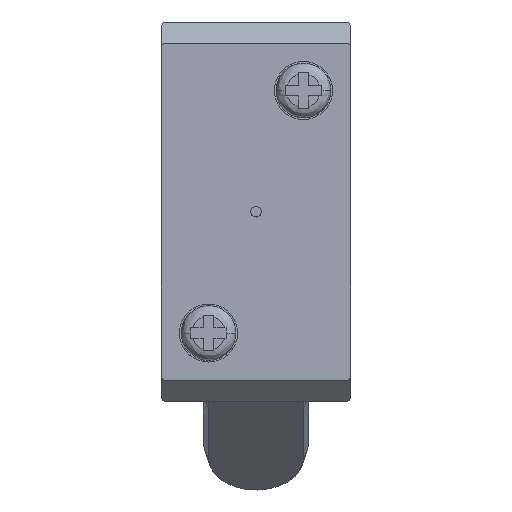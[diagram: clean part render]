
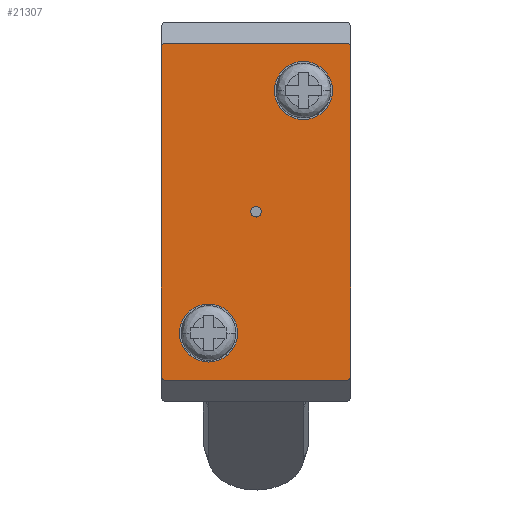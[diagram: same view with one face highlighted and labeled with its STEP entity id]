
A CAD part, front view. The second image highlights one B-rep face of the part: STEP entity #21307.
In plain terms, the highlighted planar face has unit normal (0, -1, 0).
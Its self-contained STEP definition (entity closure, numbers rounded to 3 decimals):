
#133 = AXIS2_PLACEMENT_3D ( 'NONE', #18956, #8757, #20677 ) ;
#140 = ORIENTED_EDGE ( 'NONE', *, *, #10065, .F. ) ;
#345 = FACE_BOUND ( 'NONE', #5984, .T. ) ;
#359 = DIRECTION ( 'NONE',  ( 0., 0., 1. ) ) ;
#548 = DIRECTION ( 'NONE',  ( 0., -1., 0. ) ) ;
#818 = ORIENTED_EDGE ( 'NONE', *, *, #18656, .F. ) ;
#873 = EDGE_CURVE ( 'NONE', #11970, #20903, #10001, .T. ) ;
#1330 = VERTEX_POINT ( 'NONE', #15086 ) ;
#1407 = ORIENTED_EDGE ( 'NONE', *, *, #11504, .F. ) ;
#1589 = AXIS2_PLACEMENT_3D ( 'NONE', #5362, #13888, #3744 ) ;
#1647 = CARTESIAN_POINT ( 'NONE',  ( 9., -68.768, -37.012 ) ) ;
#2080 = CARTESIAN_POINT ( 'NONE',  ( -9., -68.768, -52.512 ) ) ;
#2490 = EDGE_CURVE ( 'NONE', #12616, #8503, #21750, .T. ) ;
#2649 = CARTESIAN_POINT ( 'NONE',  ( -4.5, -68.768, -64.012 ) ) ;
#2704 = ORIENTED_EDGE ( 'NONE', *, *, #11240, .F. ) ;
#2985 = EDGE_CURVE ( 'NONE', #5066, #10289, #11622, .T. ) ;
#3174 = CARTESIAN_POINT ( 'NONE',  ( -9., -68.768, -68.012 ) ) ;
#3495 = CIRCLE ( 'NONE', #133, 2.75 ) ;
#3744 = DIRECTION ( 'NONE',  ( -1., 0., 0. ) ) ;
#3870 = ORIENTED_EDGE ( 'NONE', *, *, #21989, .T. ) ;
#4151 = CARTESIAN_POINT ( 'NONE',  ( 9., -68.768, -68.512 ) ) ;
#4325 = FACE_BOUND ( 'NONE', #18817, .T. ) ;
#4344 = DIRECTION ( 'NONE',  ( 1., 0., 0. ) ) ;
#4474 = ORIENTED_EDGE ( 'NONE', *, *, #20556, .F. ) ;
#4626 = CIRCLE ( 'NONE', #14641, 0.5 ) ;
#4794 = ORIENTED_EDGE ( 'NONE', *, *, #8776, .F. ) ;
#4866 = CARTESIAN_POINT ( 'NONE',  ( 8.5, -68.768, -68.512 ) ) ;
#5066 = VERTEX_POINT ( 'NONE', #15643 ) ;
#5148 = CARTESIAN_POINT ( 'NONE',  ( 8.5, -68.768, -36.512 ) ) ;
#5208 = EDGE_LOOP ( 'NONE', ( #16548, #6645 ) ) ;
#5362 = CARTESIAN_POINT ( 'NONE',  ( 0., -68.768, -52.512 ) ) ;
#5632 = CIRCLE ( 'NONE', #16123, 0.5 ) ;
#5859 = DIRECTION ( 'NONE',  ( 1., 0., 0. ) ) ;
#5984 = EDGE_LOOP ( 'NONE', ( #4474, #18707 ) ) ;
#6021 = DIRECTION ( 'NONE',  ( 0., 1., 0. ) ) ;
#6376 = CARTESIAN_POINT ( 'NONE',  ( -8.5, -68.768, -68.012 ) ) ;
#6645 = ORIENTED_EDGE ( 'NONE', *, *, #16190, .F. ) ;
#6973 = VERTEX_POINT ( 'NONE', #9133 ) ;
#7102 = EDGE_CURVE ( 'NONE', #11725, #21188, #8958, .T. ) ;
#7194 = AXIS2_PLACEMENT_3D ( 'NONE', #7229, #19126, #8919 ) ;
#7229 = CARTESIAN_POINT ( 'NONE',  ( 0., -68.768, -52.512 ) ) ;
#7473 = VERTEX_POINT ( 'NONE', #4866 ) ;
#7957 = CARTESIAN_POINT ( 'NONE',  ( -8.5, -68.768, -37.012 ) ) ;
#8059 = DIRECTION ( 'NONE',  ( -1., 0., 0. ) ) ;
#8069 = CIRCLE ( 'NONE', #8207, 2.75 ) ;
#8207 = AXIS2_PLACEMENT_3D ( 'NONE', #2649, #14515, #4344 ) ;
#8284 = FACE_OUTER_BOUND ( 'NONE', #12210, .T. ) ;
#8464 = AXIS2_PLACEMENT_3D ( 'NONE', #7957, #19869, #9661 ) ;
#8503 = VERTEX_POINT ( 'NONE', #16896 ) ;
#8617 = CARTESIAN_POINT ( 'NONE',  ( -9., -68.768, -36.512 ) ) ;
#8678 = AXIS2_PLACEMENT_3D ( 'NONE', #16184, #6021, #17903 ) ;
#8757 = DIRECTION ( 'NONE',  ( 0., -1., 0. ) ) ;
#8776 = EDGE_CURVE ( 'NONE', #11970, #10289, #18234, .T. ) ;
#8860 = ORIENTED_EDGE ( 'NONE', *, *, #873, .T. ) ;
#8919 = DIRECTION ( 'NONE',  ( 1., 0., 0. ) ) ;
#8958 = CIRCLE ( 'NONE', #7194, 0.5 ) ;
#9133 = CARTESIAN_POINT ( 'NONE',  ( 7.25, -68.768, -41.012 ) ) ;
#9352 = DIRECTION ( 'NONE',  ( 0., 1., 0. ) ) ;
#9635 = DIRECTION ( 'NONE',  ( 0., -1., 0. ) ) ;
#9661 = DIRECTION ( 'NONE',  ( -1., 0., 0. ) ) ;
#10001 = LINE ( 'NONE', #8617, #21966 ) ;
#10065 = EDGE_CURVE ( 'NONE', #5066, #7473, #13904, .T. ) ;
#10151 = VECTOR ( 'NONE', #359, 1000. ) ;
#10289 = VERTEX_POINT ( 'NONE', #1647 ) ;
#10580 = ORIENTED_EDGE ( 'NONE', *, *, #20107, .F. ) ;
#10689 = CARTESIAN_POINT ( 'NONE',  ( 0., -68.768, -52.512 ) ) ;
#11240 = EDGE_CURVE ( 'NONE', #1330, #13887, #5632, .T. ) ;
#11504 = EDGE_CURVE ( 'NONE', #13887, #17060, #14692, .T. ) ;
#11622 = LINE ( 'NONE', #18034, #20138 ) ;
#11666 = CARTESIAN_POINT ( 'NONE',  ( -8.5, -68.768, -36.512 ) ) ;
#11725 = VERTEX_POINT ( 'NONE', #16297 ) ;
#11934 = CARTESIAN_POINT ( 'NONE',  ( -9., -68.768, -37.012 ) ) ;
#11970 = VERTEX_POINT ( 'NONE', #5148 ) ;
#12199 = PLANE ( 'NONE',  #1589 ) ;
#12210 = EDGE_LOOP ( 'NONE', ( #818, #1407, #2704, #3870, #140, #15914, #4794, #8860 ) ) ;
#12414 = DIRECTION ( 'NONE',  ( 1., 0., 0. ) ) ;
#12616 = VERTEX_POINT ( 'NONE', #21331 ) ;
#12687 = EDGE_CURVE ( 'NONE', #6973, #20482, #20494, .T. ) ;
#13887 = VERTEX_POINT ( 'NONE', #3174 ) ;
#13888 = DIRECTION ( 'NONE',  ( 0., 1., 0. ) ) ;
#13904 = CIRCLE ( 'NONE', #8678, 0.5 ) ;
#14515 = DIRECTION ( 'NONE',  ( 0., -1., 0. ) ) ;
#14532 = AXIS2_PLACEMENT_3D ( 'NONE', #18071, #17075, #15515 ) ;
#14641 = AXIS2_PLACEMENT_3D ( 'NONE', #10689, #548, #12414 ) ;
#14692 = LINE ( 'NONE', #2080, #10151 ) ;
#15086 = CARTESIAN_POINT ( 'NONE',  ( -8.5, -68.768, -68.512 ) ) ;
#15399 = DIRECTION ( 'NONE',  ( -1., 0., 0. ) ) ;
#15515 = DIRECTION ( 'NONE',  ( 1., 0., 0. ) ) ;
#15527 = CARTESIAN_POINT ( 'NONE',  ( 1.75, -68.768, -41.012 ) ) ;
#15643 = CARTESIAN_POINT ( 'NONE',  ( 9., -68.768, -68.012 ) ) ;
#15914 = ORIENTED_EDGE ( 'NONE', *, *, #2985, .T. ) ;
#16123 = AXIS2_PLACEMENT_3D ( 'NONE', #6376, #18270, #8059 ) ;
#16184 = CARTESIAN_POINT ( 'NONE',  ( 8.5, -68.768, -68.012 ) ) ;
#16190 = EDGE_CURVE ( 'NONE', #20482, #6973, #3495, .T. ) ;
#16297 = CARTESIAN_POINT ( 'NONE',  ( -0.5, -68.768, -52.512 ) ) ;
#16548 = ORIENTED_EDGE ( 'NONE', *, *, #12687, .F. ) ;
#16896 = CARTESIAN_POINT ( 'NONE',  ( -1.75, -68.768, -64.012 ) ) ;
#17060 = VERTEX_POINT ( 'NONE', #11934 ) ;
#17075 = DIRECTION ( 'NONE',  ( 0., -1., 0. ) ) ;
#17331 = FACE_BOUND ( 'NONE', #5208, .T. ) ;
#17426 = AXIS2_PLACEMENT_3D ( 'NONE', #19842, #9635, #21558 ) ;
#17903 = DIRECTION ( 'NONE',  ( -1., 0., 0. ) ) ;
#18034 = CARTESIAN_POINT ( 'NONE',  ( 9., -68.768, -36.512 ) ) ;
#18071 = CARTESIAN_POINT ( 'NONE',  ( -4.5, -68.768, -64.012 ) ) ;
#18172 = DIRECTION ( 'NONE',  ( 0., 0., 1. ) ) ;
#18234 = CIRCLE ( 'NONE', #18347, 0.5 ) ;
#18270 = DIRECTION ( 'NONE',  ( 0., 1., 0. ) ) ;
#18347 = AXIS2_PLACEMENT_3D ( 'NONE', #19553, #9352, #21270 ) ;
#18645 = ORIENTED_EDGE ( 'NONE', *, *, #2490, .F. ) ;
#18656 = EDGE_CURVE ( 'NONE', #17060, #20903, #19877, .T. ) ;
#18707 = ORIENTED_EDGE ( 'NONE', *, *, #7102, .F. ) ;
#18817 = EDGE_LOOP ( 'NONE', ( #10580, #18645 ) ) ;
#18956 = CARTESIAN_POINT ( 'NONE',  ( 4.5, -68.768, -41.012 ) ) ;
#19126 = DIRECTION ( 'NONE',  ( 0., -1., 0. ) ) ;
#19553 = CARTESIAN_POINT ( 'NONE',  ( 8.5, -68.768, -37.012 ) ) ;
#19842 = CARTESIAN_POINT ( 'NONE',  ( 4.5, -68.768, -41.012 ) ) ;
#19869 = DIRECTION ( 'NONE',  ( 0., 1., 0. ) ) ;
#19877 = CIRCLE ( 'NONE', #8464, 0.5 ) ;
#20107 = EDGE_CURVE ( 'NONE', #8503, #12616, #8069, .T. ) ;
#20138 = VECTOR ( 'NONE', #18172, 1000. ) ;
#20482 = VERTEX_POINT ( 'NONE', #15527 ) ;
#20494 = CIRCLE ( 'NONE', #17426, 2.75 ) ;
#20556 = EDGE_CURVE ( 'NONE', #21188, #11725, #4626, .T. ) ;
#20677 = DIRECTION ( 'NONE',  ( 1., 0., 0. ) ) ;
#20903 = VERTEX_POINT ( 'NONE', #11666 ) ;
#21188 = VERTEX_POINT ( 'NONE', #21872 ) ;
#21270 = DIRECTION ( 'NONE',  ( -1., 0., 0. ) ) ;
#21307 = ADVANCED_FACE ( 'NONE', ( #8284, #345, #4325, #17331 ), #12199, .F. ) ;
#21331 = CARTESIAN_POINT ( 'NONE',  ( -7.25, -68.768, -64.012 ) ) ;
#21344 = VECTOR ( 'NONE', #5859, 1000. ) ;
#21558 = DIRECTION ( 'NONE',  ( 1., 0., 0. ) ) ;
#21750 = CIRCLE ( 'NONE', #14532, 2.75 ) ;
#21872 = CARTESIAN_POINT ( 'NONE',  ( 0.5, -68.768, -52.512 ) ) ;
#21876 = LINE ( 'NONE', #4151, #21344 ) ;
#21966 = VECTOR ( 'NONE', #15399, 1000. ) ;
#21989 = EDGE_CURVE ( 'NONE', #1330, #7473, #21876, .T. ) ;
